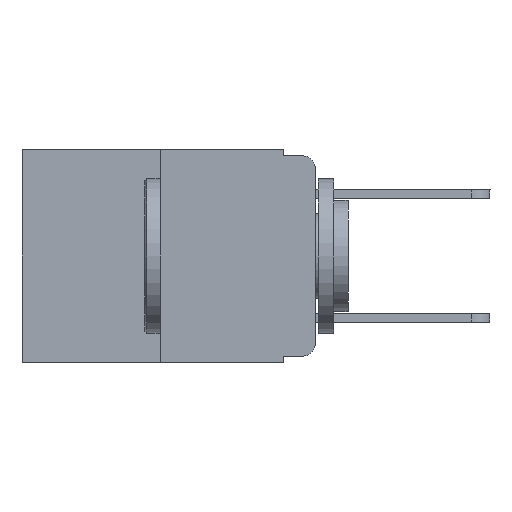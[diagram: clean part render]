
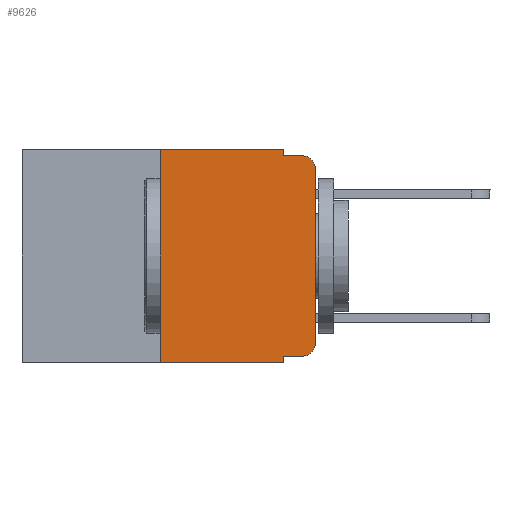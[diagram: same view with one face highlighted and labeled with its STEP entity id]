
A CAD part, left-side view. The second image highlights one B-rep face of the part: STEP entity #9626.
In plain terms, the highlighted planar face has unit normal (-1, 0, 0).
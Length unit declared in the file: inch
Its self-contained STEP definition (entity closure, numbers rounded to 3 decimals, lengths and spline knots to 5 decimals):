
#34 = DIRECTION ( 'NONE',  ( 1., 0., 0. ) ) ;
#52 = CARTESIAN_POINT ( 'NONE',  ( 0., 0.051, 0. ) ) ;
#349 = DIRECTION ( 'NONE',  ( 0., 0., -1. ) ) ;
#505 = VERTEX_POINT ( 'NONE', #8447 ) ;
#710 = EDGE_CURVE ( 'NONE', #5842, #7035, #13290, .T. ) ;
#903 = DIRECTION ( 'NONE',  ( 0., -1., 0. ) ) ;
#992 = VECTOR ( 'NONE', #6617, 39.37008 ) ;
#1030 = CARTESIAN_POINT ( 'NONE',  ( 0., 0.473, 0. ) ) ;
#1054 = DIRECTION ( 'NONE',  ( 0., 0., -1. ) ) ;
#1075 = EDGE_LOOP ( 'NONE', ( #12189, #8358, #4124, #12299, #2577, #9274, #12632, #1635, #8809, #4985 ) ) ;
#1396 = DIRECTION ( 'NONE',  ( -1., 0., 0. ) ) ;
#1635 = ORIENTED_EDGE ( 'NONE', *, *, #3934, .F. ) ;
#1728 = VERTEX_POINT ( 'NONE', #9147 ) ;
#1733 = CARTESIAN_POINT ( 'NONE',  ( 0., 0.25, 0. ) ) ;
#1947 = CARTESIAN_POINT ( 'NONE',  ( 0., 0.473, -0.343 ) ) ;
#2051 = DIRECTION ( 'NONE',  ( 0., -1., 0. ) ) ;
#2292 = CIRCLE ( 'NONE', #9723, 0.02 ) ;
#2304 = VECTOR ( 'NONE', #2051, 39.37008 ) ;
#2409 = EDGE_CURVE ( 'NONE', #11121, #1728, #2292, .T. ) ;
#2453 = EDGE_CURVE ( 'NONE', #505, #12440, #12600, .T. ) ;
#2577 = ORIENTED_EDGE ( 'NONE', *, *, #8707, .F. ) ;
#3049 = EDGE_CURVE ( 'NONE', #8429, #1728, #12947, .T. ) ;
#3114 = VERTEX_POINT ( 'NONE', #11737 ) ;
#3313 = LINE ( 'NONE', #12887, #7410 ) ;
#3445 = DIRECTION ( 'NONE',  ( 0., 0., 1. ) ) ;
#3934 = EDGE_CURVE ( 'NONE', #6516, #5292, #7572, .T. ) ;
#4113 = CARTESIAN_POINT ( 'NONE',  ( 0., 0.473, 0. ) ) ;
#4124 = ORIENTED_EDGE ( 'NONE', *, *, #3049, .F. ) ;
#4411 = DIRECTION ( 'NONE',  ( 0., 0., -1. ) ) ;
#4985 = ORIENTED_EDGE ( 'NONE', *, *, #2453, .T. ) ;
#5028 = LINE ( 'NONE', #1947, #5110 ) ;
#5110 = VECTOR ( 'NONE', #8278, 39.37008 ) ;
#5180 = CARTESIAN_POINT ( 'NONE',  ( 0., 0., -0.03 ) ) ;
#5233 = VECTOR ( 'NONE', #1054, 39.37008 ) ;
#5292 = VERTEX_POINT ( 'NONE', #7519 ) ;
#5397 = LINE ( 'NONE', #52, #6616 ) ;
#5504 = CARTESIAN_POINT ( 'NONE',  ( 0., 0.051, -0.333 ) ) ;
#5657 = EDGE_CURVE ( 'NONE', #5842, #5292, #5028, .T. ) ;
#5842 = VERTEX_POINT ( 'NONE', #6512 ) ;
#5863 = VECTOR ( 'NONE', #3445, 39.37008 ) ;
#6512 = CARTESIAN_POINT ( 'NONE',  ( 0., 0.25, -0.343 ) ) ;
#6516 = VERTEX_POINT ( 'NONE', #6979 ) ;
#6616 = VECTOR ( 'NONE', #8622, 39.37008 ) ;
#6617 = DIRECTION ( 'NONE',  ( 0., -1., 0. ) ) ;
#6649 = CARTESIAN_POINT ( 'NONE',  ( 0., 0., -0.313 ) ) ;
#6979 = CARTESIAN_POINT ( 'NONE',  ( 0., 0.051, -0.333 ) ) ;
#6991 = FACE_OUTER_BOUND ( 'NONE', #1075, .T. ) ;
#7035 = VERTEX_POINT ( 'NONE', #1733 ) ;
#7272 = DIRECTION ( 'NONE',  ( 0., 0., -1. ) ) ;
#7410 = VECTOR ( 'NONE', #7611, 39.37008 ) ;
#7468 = CARTESIAN_POINT ( 'NONE',  ( 0., 0.051, -0.01 ) ) ;
#7519 = CARTESIAN_POINT ( 'NONE',  ( 0., 0.051, -0.343 ) ) ;
#7572 = LINE ( 'NONE', #10679, #5233 ) ;
#7611 = DIRECTION ( 'NONE',  ( 0., 0., 1. ) ) ;
#7977 = VECTOR ( 'NONE', #903, 39.37008 ) ;
#8278 = DIRECTION ( 'NONE',  ( 0., -1., 0. ) ) ;
#8358 = ORIENTED_EDGE ( 'NONE', *, *, #2409, .T. ) ;
#8429 = VERTEX_POINT ( 'NONE', #12643 ) ;
#8436 = AXIS2_PLACEMENT_3D ( 'NONE', #1030, #34, #7272 ) ;
#8447 = CARTESIAN_POINT ( 'NONE',  ( 0., 0.02, -0.333 ) ) ;
#8622 = DIRECTION ( 'NONE',  ( 0., 0., -1. ) ) ;
#8707 = EDGE_CURVE ( 'NONE', #7035, #3114, #12029, .T. ) ;
#8809 = ORIENTED_EDGE ( 'NONE', *, *, #11623, .T. ) ;
#8974 = DIRECTION ( 'NONE',  ( -1., 0., 0. ) ) ;
#9147 = CARTESIAN_POINT ( 'NONE',  ( 0., 0.02, -0.01 ) ) ;
#9274 = ORIENTED_EDGE ( 'NONE', *, *, #710, .F. ) ;
#9343 = EDGE_CURVE ( 'NONE', #3114, #8429, #5397, .T. ) ;
#9626 = ADVANCED_FACE ( 'NONE', ( #6991 ), #11282, .F. ) ;
#9723 = AXIS2_PLACEMENT_3D ( 'NONE', #11157, #8974, #4411 ) ;
#9868 = CARTESIAN_POINT ( 'NONE',  ( 0., 0.25, 0. ) ) ;
#10070 = LINE ( 'NONE', #5504, #992 ) ;
#10679 = CARTESIAN_POINT ( 'NONE',  ( 0., 0.051, 0. ) ) ;
#11017 = CARTESIAN_POINT ( 'NONE',  ( 0., 0.02, -0.313 ) ) ;
#11040 = AXIS2_PLACEMENT_3D ( 'NONE', #11017, #1396, #349 ) ;
#11121 = VERTEX_POINT ( 'NONE', #5180 ) ;
#11157 = CARTESIAN_POINT ( 'NONE',  ( 0., 0.02, -0.03 ) ) ;
#11282 = PLANE ( 'NONE',  #8436 ) ;
#11459 = EDGE_CURVE ( 'NONE', #12440, #11121, #3313, .T. ) ;
#11623 = EDGE_CURVE ( 'NONE', #6516, #505, #10070, .T. ) ;
#11737 = CARTESIAN_POINT ( 'NONE',  ( 0., 0.051, 0. ) ) ;
#12029 = LINE ( 'NONE', #4113, #7977 ) ;
#12189 = ORIENTED_EDGE ( 'NONE', *, *, #11459, .T. ) ;
#12299 = ORIENTED_EDGE ( 'NONE', *, *, #9343, .F. ) ;
#12440 = VERTEX_POINT ( 'NONE', #6649 ) ;
#12600 = CIRCLE ( 'NONE', #11040, 0.02 ) ;
#12632 = ORIENTED_EDGE ( 'NONE', *, *, #5657, .T. ) ;
#12643 = CARTESIAN_POINT ( 'NONE',  ( 0., 0.051, -0.01 ) ) ;
#12887 = CARTESIAN_POINT ( 'NONE',  ( 0., 0., 0. ) ) ;
#12947 = LINE ( 'NONE', #7468, #2304 ) ;
#13290 = LINE ( 'NONE', #9868, #5863 ) ;
